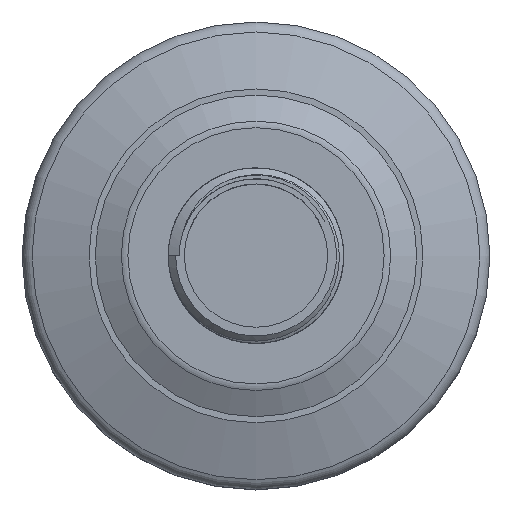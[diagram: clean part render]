
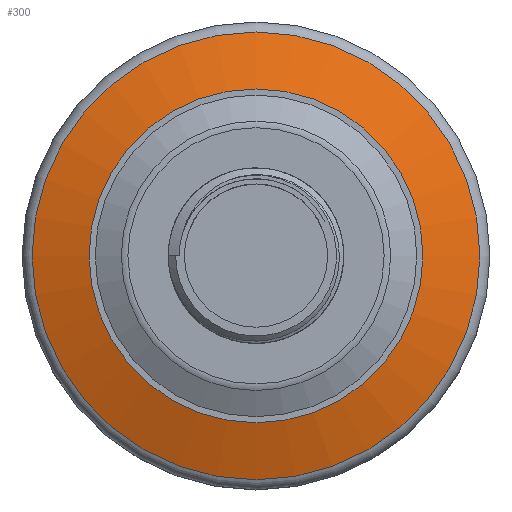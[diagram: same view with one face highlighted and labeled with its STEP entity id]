
A CAD part, top view. The second image highlights one B-rep face of the part: STEP entity #300.
In plain terms, the highlighted conical face has half-angle 71.565 degrees and reference radius 15.842 mm.
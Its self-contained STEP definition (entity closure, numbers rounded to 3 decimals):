
#229=CONICAL_SURFACE('',#1049,15.842,71.565);
#260=FACE_BOUND('',#426,.T.);
#261=FACE_BOUND('',#427,.T.);
#300=ADVANCED_FACE('',(#260,#261),#229,.T.);
#426=EDGE_LOOP('',(#542));
#427=EDGE_LOOP('',(#543));
#542=ORIENTED_EDGE('',*,*,#866,.T.);
#543=ORIENTED_EDGE('',*,*,#868,.F.);
#765=VERTEX_POINT('',#2567);
#767=VERTEX_POINT('',#2572);
#866=EDGE_CURVE('',#765,#765,#979,.T.);
#868=EDGE_CURVE('',#767,#767,#981,.T.);
#979=CIRCLE('',#1045,15.316);
#981=CIRCLE('',#1048,11.419);
#1045=AXIS2_PLACEMENT_3D('',#2566,#1185,#1186);
#1048=AXIS2_PLACEMENT_3D('',#2571,#1191,#1192);
#1049=AXIS2_PLACEMENT_3D('',#2573,#1193,#1194);
#1185=DIRECTION('',(0.,0.,1.));
#1186=DIRECTION('',(1.,0.,0.));
#1191=DIRECTION('',(0.,0.,1.));
#1192=DIRECTION('',(1.,0.,0.));
#1193=DIRECTION('',(0.,0.,-1.));
#1194=DIRECTION('',(-1.,0.,0.));
#2566=CARTESIAN_POINT('',(0.,0.,23.701));
#2567=CARTESIAN_POINT('',(15.316,0.,23.701));
#2571=CARTESIAN_POINT('',(0.,0.,25.));
#2572=CARTESIAN_POINT('',(11.419,0.,25.));
#2573=CARTESIAN_POINT('',(0.,0.,23.526));
